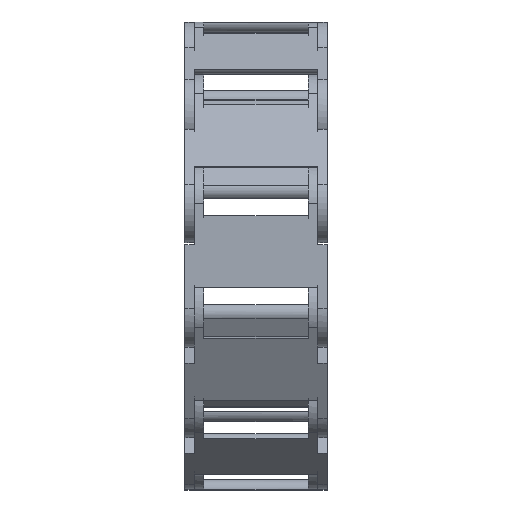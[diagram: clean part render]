
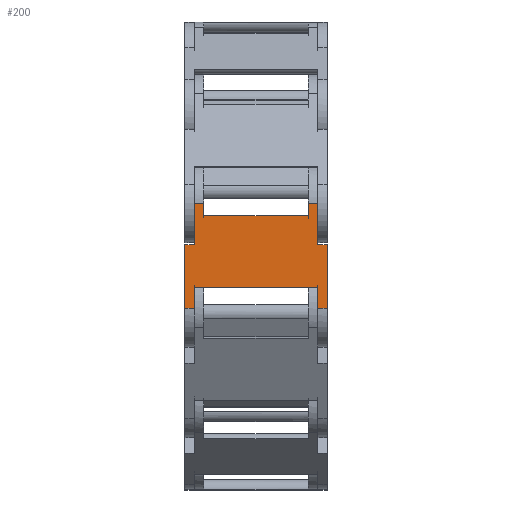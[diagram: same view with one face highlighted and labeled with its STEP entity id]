
A CAD part, front view. The second image highlights one B-rep face of the part: STEP entity #200.
In plain terms, the highlighted face is planar.
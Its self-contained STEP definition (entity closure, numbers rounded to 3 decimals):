
#200=ADVANCED_FACE('',(#322),#2216,.T.);
#322=FACE_OUTER_BOUND('',#451,.T.);
#451=EDGE_LOOP('',(#802,#803,#804,#805,#806,#807,#808,#809,#810,#811,#812,
#813,#814,#815,#816,#817));
#802=ORIENTED_EDGE('',*,*,#1375,.T.);
#803=ORIENTED_EDGE('',*,*,#1376,.T.);
#804=ORIENTED_EDGE('',*,*,#1369,.T.);
#805=ORIENTED_EDGE('',*,*,#1370,.T.);
#806=ORIENTED_EDGE('',*,*,#1373,.T.);
#807=ORIENTED_EDGE('',*,*,#1374,.T.);
#808=ORIENTED_EDGE('',*,*,#1371,.T.);
#809=ORIENTED_EDGE('',*,*,#1362,.F.);
#810=ORIENTED_EDGE('',*,*,#1363,.T.);
#811=ORIENTED_EDGE('',*,*,#1364,.T.);
#812=ORIENTED_EDGE('',*,*,#1372,.T.);
#813=ORIENTED_EDGE('',*,*,#1366,.T.);
#814=ORIENTED_EDGE('',*,*,#1365,.T.);
#815=ORIENTED_EDGE('',*,*,#1367,.T.);
#816=ORIENTED_EDGE('',*,*,#1368,.T.);
#817=ORIENTED_EDGE('',*,*,#1346,.F.);
#1346=EDGE_CURVE('',#1990,#1992,#1755,.T.);
#1362=EDGE_CURVE('',#2009,#2008,#1771,.T.);
#1363=EDGE_CURVE('',#2009,#2010,#1772,.T.);
#1364=EDGE_CURVE('',#2010,#2011,#1773,.T.);
#1365=EDGE_CURVE('',#2013,#2012,#1774,.T.);
#1366=EDGE_CURVE('',#2014,#2013,#1775,.T.);
#1367=EDGE_CURVE('',#2012,#2015,#1776,.T.);
#1368=EDGE_CURVE('',#2015,#1992,#1777,.T.);
#1369=EDGE_CURVE('',#2016,#2017,#1778,.T.);
#1370=EDGE_CURVE('',#2017,#2019,#1779,.T.);
#1371=EDGE_CURVE('',#2018,#2008,#1780,.T.);
#1372=EDGE_CURVE('',#2011,#2014,#1781,.T.);
#1373=EDGE_CURVE('',#2019,#2020,#1782,.T.);
#1374=EDGE_CURVE('',#2020,#2018,#1783,.T.);
#1375=EDGE_CURVE('',#1990,#2021,#1784,.T.);
#1376=EDGE_CURVE('',#2021,#2016,#1785,.T.);
#1755=B_SPLINE_CURVE_WITH_KNOTS('',1,(#3809,#3810),.UNSPECIFIED.,.F.,.F.,
(2,2),(7.547,8.785),.UNSPECIFIED.);
#1771=B_SPLINE_CURVE_WITH_KNOTS('',1,(#3841,#3842),.UNSPECIFIED.,.F.,.F.,
(2,2),(0.079,0.889),.UNSPECIFIED.);
#1772=B_SPLINE_CURVE_WITH_KNOTS('',1,(#3843,#3844),.UNSPECIFIED.,.F.,.F.,
(2,2),(0.,0.182),.UNSPECIFIED.);
#1773=B_SPLINE_CURVE_WITH_KNOTS('',1,(#3845,#3846),.UNSPECIFIED.,.F.,.F.,
(2,2),(-0.302,0.),.UNSPECIFIED.);
#1774=B_SPLINE_CURVE_WITH_KNOTS('',1,(#3847,#3848),.UNSPECIFIED.,.F.,.F.,
(2,2),(-0.182,0.),.UNSPECIFIED.);
#1775=B_SPLINE_CURVE_WITH_KNOTS('',1,(#3849,#3850),.UNSPECIFIED.,.F.,.F.,
(2,2),(0.,0.302),.UNSPECIFIED.);
#1776=B_SPLINE_CURVE_WITH_KNOTS('',1,(#3851,#3852),.UNSPECIFIED.,.F.,.F.,
(2,2),(0.079,0.889),.UNSPECIFIED.);
#1777=B_SPLINE_CURVE_WITH_KNOTS('',1,(#3853,#3854),.UNSPECIFIED.,.F.,.F.,
(2,2),(0.,0.185),.UNSPECIFIED.);
#1778=B_SPLINE_CURVE_WITH_KNOTS('',1,(#3855,#3856),.UNSPECIFIED.,.F.,.F.,
(2,2),(0.,1.914),.UNSPECIFIED.);
#1779=B_SPLINE_CURVE_WITH_KNOTS('',1,(#3857,#3858),.UNSPECIFIED.,.F.,.F.,
(2,2),(0.,0.363),.UNSPECIFIED.);
#1780=B_SPLINE_CURVE_WITH_KNOTS('',1,(#3859,#3860),.UNSPECIFIED.,.F.,.F.,
(2,2),(-0.185,0.),.UNSPECIFIED.);
#1781=B_SPLINE_CURVE_WITH_KNOTS('',1,(#3861,#3862),.UNSPECIFIED.,.F.,.F.,
(2,2),(0.,1.55),.UNSPECIFIED.);
#1782=B_SPLINE_CURVE_WITH_KNOTS('',1,(#3863,#3864),.UNSPECIFIED.,.F.,.F.,
(2,2),(0.25,0.435),.UNSPECIFIED.);
#1783=B_SPLINE_CURVE_WITH_KNOTS('',1,(#3865,#3866),.UNSPECIFIED.,.F.,.F.,
(2,2),(-1.238,0.),.UNSPECIFIED.);
#1784=B_SPLINE_CURVE_WITH_KNOTS('',1,(#3867,#3868),.UNSPECIFIED.,.F.,.F.,
(2,2),(-2.349,-2.164),.UNSPECIFIED.);
#1785=B_SPLINE_CURVE_WITH_KNOTS('',1,(#3869,#3870),.UNSPECIFIED.,.F.,.F.,
(2,2),(-0.363,0.),.UNSPECIFIED.);
#1990=VERTEX_POINT('',#3714);
#1992=VERTEX_POINT('',#3716);
#2008=VERTEX_POINT('',#3732);
#2009=VERTEX_POINT('',#3733);
#2010=VERTEX_POINT('',#3734);
#2011=VERTEX_POINT('',#3735);
#2012=VERTEX_POINT('',#3736);
#2013=VERTEX_POINT('',#3737);
#2014=VERTEX_POINT('',#3738);
#2015=VERTEX_POINT('',#3739);
#2016=VERTEX_POINT('',#3740);
#2017=VERTEX_POINT('',#3741);
#2018=VERTEX_POINT('',#3742);
#2019=VERTEX_POINT('',#3743);
#2020=VERTEX_POINT('',#3744);
#2021=VERTEX_POINT('',#3745);
#2216=PLANE('',#2389);
#2389=AXIS2_PLACEMENT_3D('',#3331,#2494,$);
#2494=DIRECTION('',(0.,0.,1.));
#3331=CARTESIAN_POINT('',(-13.92,10.263,15.31));
#3714=CARTESIAN_POINT('',(-13.92,-10.213,15.31));
#3716=CARTESIAN_POINT('',(-13.92,2.167,15.31));
#3732=CARTESIAN_POINT('',(12.07,2.167,15.31));
#3733=CARTESIAN_POINT('',(12.07,10.263,15.31));
#3734=CARTESIAN_POINT('',(10.25,10.263,15.31));
#3735=CARTESIAN_POINT('',(10.25,7.847,15.31));
#3736=CARTESIAN_POINT('',(-12.07,10.263,15.31));
#3737=CARTESIAN_POINT('',(-10.25,10.263,15.31));
#3738=CARTESIAN_POINT('',(-10.25,7.847,15.31));
#3739=CARTESIAN_POINT('',(-12.07,2.167,15.31));
#3740=CARTESIAN_POINT('',(-12.07,-6.153,15.31));
#3741=CARTESIAN_POINT('',(12.07,-6.153,15.31));
#3742=CARTESIAN_POINT('',(13.92,2.167,15.31));
#3743=CARTESIAN_POINT('',(12.07,-10.213,15.31));
#3744=CARTESIAN_POINT('',(13.92,-10.213,15.31));
#3745=CARTESIAN_POINT('',(-12.07,-10.213,15.31));
#3809=CARTESIAN_POINT('',(-13.92,-10.213,15.31));
#3810=CARTESIAN_POINT('',(-13.92,2.167,15.31));
#3841=CARTESIAN_POINT('',(12.07,10.263,15.31));
#3842=CARTESIAN_POINT('',(12.07,2.167,15.31));
#3843=CARTESIAN_POINT('',(12.07,10.263,15.31));
#3844=CARTESIAN_POINT('',(10.25,10.263,15.31));
#3845=CARTESIAN_POINT('',(10.25,10.263,15.31));
#3846=CARTESIAN_POINT('',(10.25,7.847,15.31));
#3847=CARTESIAN_POINT('',(-10.25,10.263,15.31));
#3848=CARTESIAN_POINT('',(-12.07,10.263,15.31));
#3849=CARTESIAN_POINT('',(-10.25,7.847,15.31));
#3850=CARTESIAN_POINT('',(-10.25,10.263,15.31));
#3851=CARTESIAN_POINT('',(-12.07,10.263,15.31));
#3852=CARTESIAN_POINT('',(-12.07,2.167,15.31));
#3853=CARTESIAN_POINT('',(-12.07,2.167,15.31));
#3854=CARTESIAN_POINT('',(-13.92,2.167,15.31));
#3855=CARTESIAN_POINT('',(-12.07,-6.153,15.31));
#3856=CARTESIAN_POINT('',(12.07,-6.153,15.31));
#3857=CARTESIAN_POINT('',(12.07,-6.153,15.31));
#3858=CARTESIAN_POINT('',(12.07,-10.213,15.31));
#3859=CARTESIAN_POINT('',(13.92,2.167,15.31));
#3860=CARTESIAN_POINT('',(12.07,2.167,15.31));
#3861=CARTESIAN_POINT('',(10.25,7.847,15.31));
#3862=CARTESIAN_POINT('',(-10.25,7.847,15.31));
#3863=CARTESIAN_POINT('',(12.07,-10.213,15.31));
#3864=CARTESIAN_POINT('',(13.92,-10.213,15.31));
#3865=CARTESIAN_POINT('',(13.92,-10.213,15.31));
#3866=CARTESIAN_POINT('',(13.92,2.167,15.31));
#3867=CARTESIAN_POINT('',(-13.92,-10.213,15.31));
#3868=CARTESIAN_POINT('',(-12.07,-10.213,15.31));
#3869=CARTESIAN_POINT('',(-12.07,-10.213,15.31));
#3870=CARTESIAN_POINT('',(-12.07,-6.153,15.31));
